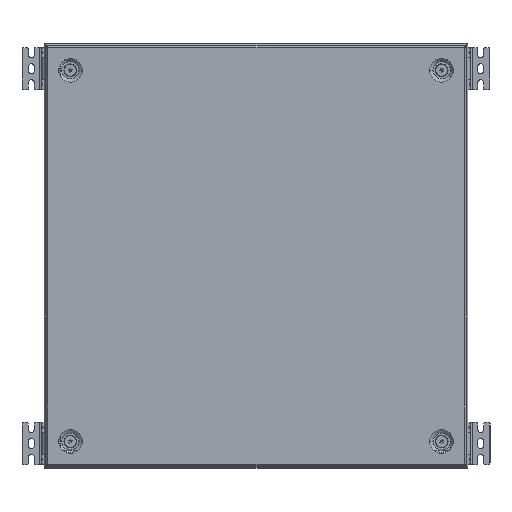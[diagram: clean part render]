
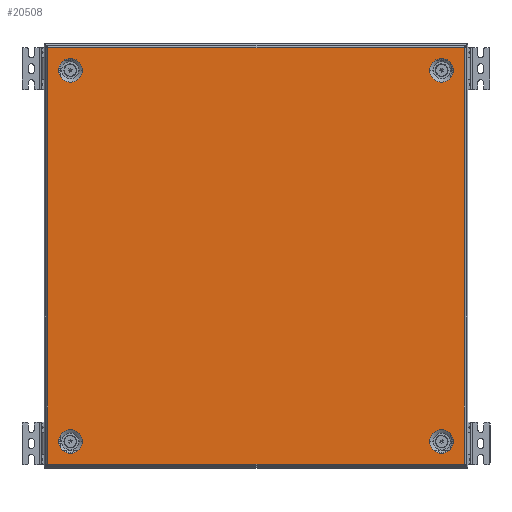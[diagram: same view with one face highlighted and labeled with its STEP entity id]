
A CAD part, top view. The second image highlights one B-rep face of the part: STEP entity #20508.
In plain terms, the highlighted planar face has unit normal (0, 0, 1).
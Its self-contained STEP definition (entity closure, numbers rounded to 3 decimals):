
#39 = EDGE_CURVE ( 'NONE', #23843, #9690, #4041, .T. ) ;
#372 = ORIENTED_EDGE ( 'NONE', *, *, #14102, .T. ) ;
#416 = DIRECTION ( 'NONE',  ( 1., 0., 0. ) ) ;
#557 = DIRECTION ( 'NONE',  ( 1., 0., 0. ) ) ;
#561 = VECTOR ( 'NONE', #9727, 1000. ) ;
#614 = CARTESIAN_POINT ( 'NONE',  ( 219., -219., 0. ) ) ;
#760 = DIRECTION ( 'NONE',  ( 1., 0., 0. ) ) ;
#778 = ORIENTED_EDGE ( 'NONE', *, *, #20797, .F. ) ;
#1062 = CARTESIAN_POINT ( 'NONE',  ( -245.5, 245.793, 0. ) ) ;
#1602 = VERTEX_POINT ( 'NONE', #4394 ) ;
#1849 = CARTESIAN_POINT ( 'NONE',  ( 219., 219., 0. ) ) ;
#2278 = CARTESIAN_POINT ( 'NONE',  ( 205., 219., 0. ) ) ;
#2513 = VERTEX_POINT ( 'NONE', #8011 ) ;
#3013 = DIRECTION ( 'NONE',  ( 0., 0., 1. ) ) ;
#3061 = DIRECTION ( 'NONE',  ( -1., 0., 0. ) ) ;
#3137 = DIRECTION ( 'NONE',  ( -1., 0., 0. ) ) ;
#3385 = ORIENTED_EDGE ( 'NONE', *, *, #23768, .F. ) ;
#3499 = CIRCLE ( 'NONE', #7156, 14. ) ;
#3567 = ORIENTED_EDGE ( 'NONE', *, *, #13959, .F. ) ;
#3754 = DIRECTION ( 'NONE',  ( 1., 0., 0. ) ) ;
#4041 = CIRCLE ( 'NONE', #14472, 14. ) ;
#4133 = CIRCLE ( 'NONE', #7779, 14. ) ;
#4394 = CARTESIAN_POINT ( 'NONE',  ( 245.5, -245.5, 0. ) ) ;
#4800 = EDGE_CURVE ( 'NONE', #16321, #1602, #14839, .T. ) ;
#4863 = CARTESIAN_POINT ( 'NONE',  ( 245.4, -245.5, 0. ) ) ;
#5939 = LINE ( 'NONE', #16757, #9619 ) ;
#6400 = VECTOR ( 'NONE', #20227, 1000. ) ;
#6537 = ORIENTED_EDGE ( 'NONE', *, *, #10259, .T. ) ;
#6654 = FACE_BOUND ( 'NONE', #8480, .T. ) ;
#6960 = CARTESIAN_POINT ( 'NONE',  ( -205., -219., 0. ) ) ;
#7002 = VECTOR ( 'NONE', #27076, 1000. ) ;
#7156 = AXIS2_PLACEMENT_3D ( 'NONE', #22363, #22649, #3137 ) ;
#7235 = DIRECTION ( 'NONE',  ( 1., 0., 0. ) ) ;
#7445 = ORIENTED_EDGE ( 'NONE', *, *, #14965, .T. ) ;
#7554 = VERTEX_POINT ( 'NONE', #6960 ) ;
#7779 = AXIS2_PLACEMENT_3D ( 'NONE', #1849, #24080, #21638 ) ;
#8001 = CIRCLE ( 'NONE', #11653, 14. ) ;
#8011 = CARTESIAN_POINT ( 'NONE',  ( -245.5, -245.5, 0. ) ) ;
#8327 = DIRECTION ( 'NONE',  ( 0., 0., 1. ) ) ;
#8480 = EDGE_LOOP ( 'NONE', ( #21811, #3567 ) ) ;
#8503 = EDGE_CURVE ( 'NONE', #26079, #22626, #3499, .T. ) ;
#8901 = EDGE_CURVE ( 'NONE', #9690, #23843, #27604, .T. ) ;
#9557 = CARTESIAN_POINT ( 'NONE',  ( 219., -219., 0. ) ) ;
#9619 = VECTOR ( 'NONE', #25170, 1000. ) ;
#9690 = VERTEX_POINT ( 'NONE', #16625 ) ;
#9727 = DIRECTION ( 'NONE',  ( 0., -1., 0. ) ) ;
#10162 = VERTEX_POINT ( 'NONE', #19543 ) ;
#10259 = EDGE_CURVE ( 'NONE', #20837, #2513, #20404, .T. ) ;
#10258 = EDGE_LOOP ( 'NONE', ( #24370, #778 ) ) ;
#10287 = LINE ( 'NONE', #18966, #10780 ) ;
#10780 = VECTOR ( 'NONE', #27365, 1000. ) ;
#10864 = CARTESIAN_POINT ( 'NONE',  ( 233., 219., 0. ) ) ;
#10898 = AXIS2_PLACEMENT_3D ( 'NONE', #15309, #24039, #416 ) ;
#11128 = VERTEX_POINT ( 'NONE', #12763 ) ;
#11277 = AXIS2_PLACEMENT_3D ( 'NONE', #22616, #18061, #7235 ) ;
#11495 = FACE_BOUND ( 'NONE', #10258, .T. ) ;
#11653 = AXIS2_PLACEMENT_3D ( 'NONE', #12319, #8327, #25850 ) ;
#12319 = CARTESIAN_POINT ( 'NONE',  ( -219., -219., 0. ) ) ;
#12469 = VERTEX_POINT ( 'NONE', #21489 ) ;
#12763 = CARTESIAN_POINT ( 'NONE',  ( 245.5, 245.5, 0. ) ) ;
#12854 = CARTESIAN_POINT ( 'NONE',  ( 247.5, -245.5, 0. ) ) ;
#13011 = EDGE_CURVE ( 'NONE', #23669, #12469, #26172, .T. ) ;
#13502 = EDGE_LOOP ( 'NONE', ( #372, #7445, #3385, #6537, #25433, #19259, #18440, #19366 ) ) ;
#13595 = EDGE_CURVE ( 'NONE', #21417, #7554, #8001, .T. ) ;
#13936 = CIRCLE ( 'NONE', #18501, 14. ) ;
#13959 = EDGE_CURVE ( 'NONE', #7554, #21417, #13936, .T. ) ;
#14102 = EDGE_CURVE ( 'NONE', #11128, #25863, #10287, .T. ) ;
#14250 = CARTESIAN_POINT ( 'NONE',  ( -205., 219., 0. ) ) ;
#14472 = AXIS2_PLACEMENT_3D ( 'NONE', #22041, #17631, #557 ) ;
#14839 = LINE ( 'NONE', #12854, #19368 ) ;
#14965 = EDGE_CURVE ( 'NONE', #25863, #10162, #15015, .T. ) ;
#15015 = LINE ( 'NONE', #15593, #24091 ) ;
#15309 = CARTESIAN_POINT ( 'NONE',  ( 0., 0., 0. ) ) ;
#15593 = CARTESIAN_POINT ( 'NONE',  ( 245.793, 245.5, 0. ) ) ;
#15801 = CARTESIAN_POINT ( 'NONE',  ( -245.5, 245.5, 0. ) ) ;
#15874 = PLANE ( 'NONE',  #10898 ) ;
#15966 = ORIENTED_EDGE ( 'NONE', *, *, #8901, .F. ) ;
#16321 = VERTEX_POINT ( 'NONE', #4863 ) ;
#16625 = CARTESIAN_POINT ( 'NONE',  ( -233., 219., 0. ) ) ;
#16757 = CARTESIAN_POINT ( 'NONE',  ( -245.793, -245.5, 0. ) ) ;
#17435 = LINE ( 'NONE', #21840, #7002 ) ;
#17485 = EDGE_LOOP ( 'NONE', ( #15966, #19247 ) ) ;
#17631 = DIRECTION ( 'NONE',  ( 0., 0., 1. ) ) ;
#17774 = AXIS2_PLACEMENT_3D ( 'NONE', #614, #20083, #760 ) ;
#17892 = CARTESIAN_POINT ( 'NONE',  ( -245.4, -245.5, 0. ) ) ;
#18061 = DIRECTION ( 'NONE',  ( 0., 0., 1. ) ) ;
#18157 = CARTESIAN_POINT ( 'NONE',  ( -219., -219., 0. ) ) ;
#18385 = LINE ( 'NONE', #24658, #6400 ) ;
#18431 = AXIS2_PLACEMENT_3D ( 'NONE', #9557, #3013, #23079 ) ;
#18440 = ORIENTED_EDGE ( 'NONE', *, *, #4800, .T. ) ;
#18486 = DIRECTION ( 'NONE',  ( 1., 0., 0. ) ) ;
#18501 = AXIS2_PLACEMENT_3D ( 'NONE', #18157, #22568, #3061 ) ;
#18966 = CARTESIAN_POINT ( 'NONE',  ( 245.793, 245.5, 0. ) ) ;
#19247 = ORIENTED_EDGE ( 'NONE', *, *, #39, .F. ) ;
#19259 = ORIENTED_EDGE ( 'NONE', *, *, #21430, .T. ) ;
#19366 = ORIENTED_EDGE ( 'NONE', *, *, #20849, .T. ) ;
#19368 = VECTOR ( 'NONE', #3754, 1000. ) ;
#19543 = CARTESIAN_POINT ( 'NONE',  ( -245.4, 245.5, 0. ) ) ;
#20083 = DIRECTION ( 'NONE',  ( 0., 0., 1. ) ) ;
#20156 = FACE_BOUND ( 'NONE', #22885, .T. ) ;
#20227 = DIRECTION ( 'NONE',  ( 0., 1., 0. ) ) ;
#20404 = LINE ( 'NONE', #1062, #561 ) ;
#20508 = ADVANCED_FACE ( 'NONE', ( #26167, #11495, #20156, #6654, #26722 ), #15874, .T. ) ;
#20772 = CARTESIAN_POINT ( 'NONE',  ( -245.793, -245.5, 0. ) ) ;
#20797 = EDGE_CURVE ( 'NONE', #12469, #23669, #23228, .T. ) ;
#20837 = VERTEX_POINT ( 'NONE', #15801 ) ;
#20849 = EDGE_CURVE ( 'NONE', #1602, #11128, #18385, .T. ) ;
#20974 = VECTOR ( 'NONE', #18486, 1000. ) ;
#21220 = EDGE_CURVE ( 'NONE', #22626, #26079, #4133, .T. ) ;
#21417 = VERTEX_POINT ( 'NONE', #25308 ) ;
#21430 = EDGE_CURVE ( 'NONE', #28088, #16321, #23189, .T. ) ;
#21489 = CARTESIAN_POINT ( 'NONE',  ( 205., -219., 0. ) ) ;
#21532 = EDGE_CURVE ( 'NONE', #2513, #28088, #5939, .T. ) ;
#21638 = DIRECTION ( 'NONE',  ( -1., 0., 0. ) ) ;
#21811 = ORIENTED_EDGE ( 'NONE', *, *, #13595, .F. ) ;
#21840 = CARTESIAN_POINT ( 'NONE',  ( -247.5, 245.5, 0. ) ) ;
#22041 = CARTESIAN_POINT ( 'NONE',  ( -219., 219., 0. ) ) ;
#22363 = CARTESIAN_POINT ( 'NONE',  ( 219., 219., 0. ) ) ;
#22568 = DIRECTION ( 'NONE',  ( 0., 0., 1. ) ) ;
#22616 = CARTESIAN_POINT ( 'NONE',  ( -219., 219., 0. ) ) ;
#22626 = VERTEX_POINT ( 'NONE', #10864 ) ;
#22649 = DIRECTION ( 'NONE',  ( 0., 0., 1. ) ) ;
#22885 = EDGE_LOOP ( 'NONE', ( #28001, #23230 ) ) ;
#23079 = DIRECTION ( 'NONE',  ( 1., 0., 0. ) ) ;
#23189 = LINE ( 'NONE', #20772, #20974 ) ;
#23228 = CIRCLE ( 'NONE', #17774, 14. ) ;
#23230 = ORIENTED_EDGE ( 'NONE', *, *, #8503, .F. ) ;
#23669 = VERTEX_POINT ( 'NONE', #26122 ) ;
#23768 = EDGE_CURVE ( 'NONE', #20837, #10162, #17435, .T. ) ;
#23843 = VERTEX_POINT ( 'NONE', #14250 ) ;
#24039 = DIRECTION ( 'NONE',  ( 0., 0., 1. ) ) ;
#24080 = DIRECTION ( 'NONE',  ( 0., 0., 1. ) ) ;
#24091 = VECTOR ( 'NONE', #24309, 1000. ) ;
#24309 = DIRECTION ( 'NONE',  ( -1., 0., 0. ) ) ;
#24370 = ORIENTED_EDGE ( 'NONE', *, *, #13011, .F. ) ;
#24658 = CARTESIAN_POINT ( 'NONE',  ( 245.5, -245.793, 0. ) ) ;
#25170 = DIRECTION ( 'NONE',  ( 1., 0., 0. ) ) ;
#25308 = CARTESIAN_POINT ( 'NONE',  ( -233., -219., 0. ) ) ;
#25433 = ORIENTED_EDGE ( 'NONE', *, *, #21532, .T. ) ;
#25850 = DIRECTION ( 'NONE',  ( -1., 0., 0. ) ) ;
#25863 = VERTEX_POINT ( 'NONE', #27587 ) ;
#26079 = VERTEX_POINT ( 'NONE', #2278 ) ;
#26122 = CARTESIAN_POINT ( 'NONE',  ( 233., -219., 0. ) ) ;
#26167 = FACE_OUTER_BOUND ( 'NONE', #13502, .T. ) ;
#26172 = CIRCLE ( 'NONE', #18431, 14. ) ;
#26722 = FACE_BOUND ( 'NONE', #17485, .T. ) ;
#27076 = DIRECTION ( 'NONE',  ( 1., 0., 0. ) ) ;
#27365 = DIRECTION ( 'NONE',  ( -1., 0., 0. ) ) ;
#27587 = CARTESIAN_POINT ( 'NONE',  ( 245.4, 245.5, 0. ) ) ;
#27604 = CIRCLE ( 'NONE', #11277, 14. ) ;
#28001 = ORIENTED_EDGE ( 'NONE', *, *, #21220, .F. ) ;
#28088 = VERTEX_POINT ( 'NONE', #17892 ) ;
